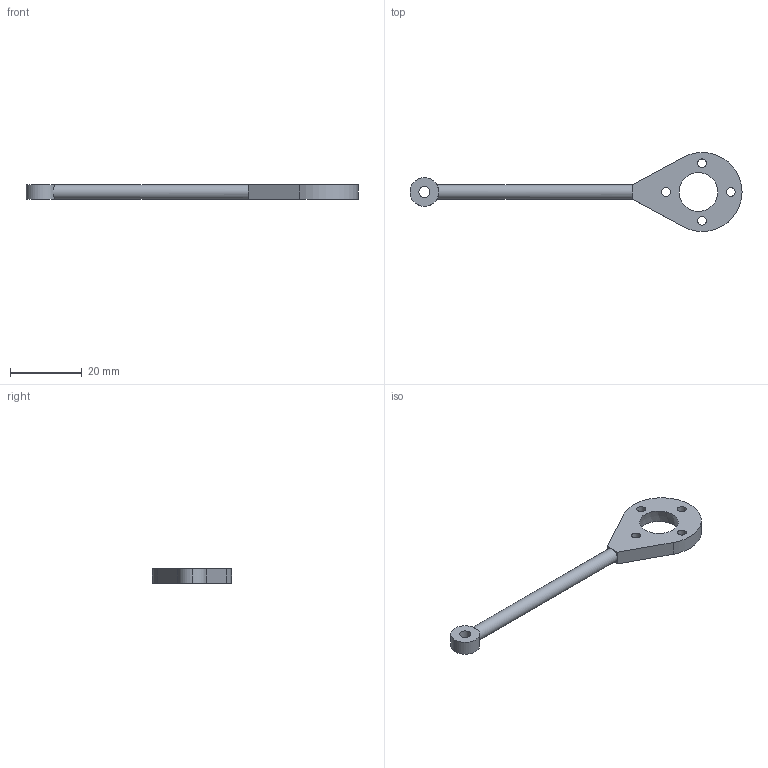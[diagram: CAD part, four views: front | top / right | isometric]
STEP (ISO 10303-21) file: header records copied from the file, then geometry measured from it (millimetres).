
FILE_DESCRIPTION(/* description */ (''),/* implementation_level */ '2;1');
FILE_NAME(/* name */ 'ROD1V1D2ballV2.ipt.stp',/* time_stamp */ '2021-06-20T10:02:37-05:00',/* author */ ('svale'),/* organization */ (''),/* preprocessor_version */ 'ST-DEVELOPER v18.1',/* originating_system */ 'Autodesk Inventor 2021',/* authorisation */ '');
FILE_SCHEMA (('AUTOMOTIVE_DESIGN { 1 0 10303 214 3 1 1 }'));
Length unit declared in the file: millimetre
Products named in the file (1): ROD1V1D2ballV2
Bounding box: 92.28 x 21.99 x 4 mm (x, y, z)
Volume: 2221.4 mm3; surface area: 2168.2 mm2
Topology: 1 solids, 1 shells, 20 faces, 61 edges, 50 vertices
Faces by surface type: plane 10, cylinder 9, bspline 1
Full cylindrical faces by diameter (mm): 2.4 x4, 3.1 x1, 4 x1
Entity records: 814 total; most frequent: CARTESIAN_POINT 186, DIRECTION 123, ORIENTED_EDGE 104, EDGE_CURVE 52, AXIS2_PLACEMENT_3D 51, VERTEX_POINT 34, EDGE_LOOP 32, CIRCLE 31
